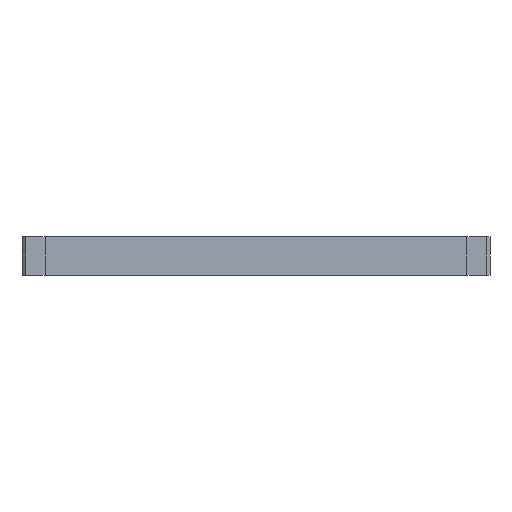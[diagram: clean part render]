
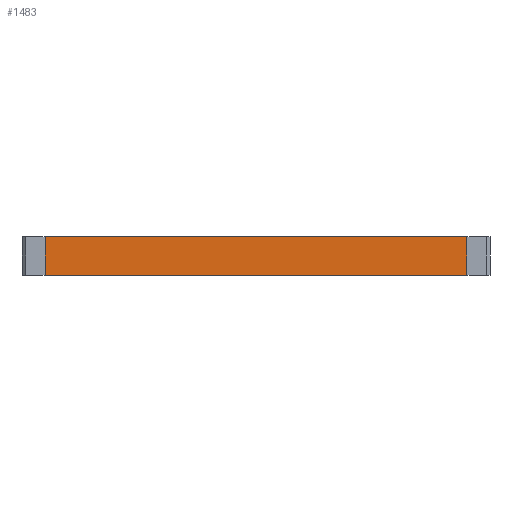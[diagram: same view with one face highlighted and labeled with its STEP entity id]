
A CAD part, left-side view. The second image highlights one B-rep face of the part: STEP entity #1483.
In plain terms, the highlighted planar face has unit normal (-1, 0, 0).
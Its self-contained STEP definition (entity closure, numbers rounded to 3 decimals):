
#71=PLANE('',#1646);
#143=FACE_OUTER_BOUND('',#230,.T.);
#230=EDGE_LOOP('',(#1307,#1308,#1309,#1310));
#258=LINE('',#2184,#396);
#360=LINE('',#2586,#498);
#383=LINE('',#2647,#521);
#384=LINE('',#2649,#522);
#396=VECTOR('',#1677,10.);
#498=VECTOR('',#1991,10.);
#521=VECTOR('',#2062,10.);
#522=VECTOR('',#2065,10.);
#605=VERTEX_POINT('',#2181);
#606=VERTEX_POINT('',#2183);
#720=VERTEX_POINT('',#2585);
#734=VERTEX_POINT('',#2645);
#753=EDGE_CURVE('',#605,#606,#258,.T.);
#916=EDGE_CURVE('',#606,#720,#360,.T.);
#947=EDGE_CURVE('',#605,#734,#383,.T.);
#948=EDGE_CURVE('',#720,#734,#384,.T.);
#1307=ORIENTED_EDGE('',*,*,#753,.F.);
#1308=ORIENTED_EDGE('',*,*,#947,.T.);
#1309=ORIENTED_EDGE('',*,*,#948,.F.);
#1310=ORIENTED_EDGE('',*,*,#916,.F.);
#1483=ADVANCED_FACE('',(#143),#71,.T.);
#1646=AXIS2_PLACEMENT_3D('',#2648,#2063,#2064);
#1677=DIRECTION('',(0.,-1.,0.));
#1991=DIRECTION('',(0.,0.,-1.));
#2062=DIRECTION('',(0.,0.,-1.));
#2063=DIRECTION('center_axis',(-1.,0.,0.));
#2064=DIRECTION('ref_axis',(0.,1.,0.));
#2065=DIRECTION('',(0.,1.,0.));
#2181=CARTESIAN_POINT('',(-27.5,27.5,0.));
#2183=CARTESIAN_POINT('',(-27.5,-27.5,0.));
#2184=CARTESIAN_POINT('',(-27.5,27.5,0.));
#2585=CARTESIAN_POINT('',(-27.5,-27.5,-5.));
#2586=CARTESIAN_POINT('',(-27.5,-27.5,0.));
#2645=CARTESIAN_POINT('',(-27.5,27.5,-5.));
#2647=CARTESIAN_POINT('',(-27.5,27.5,0.));
#2648=CARTESIAN_POINT('Origin',(-27.5,-27.5,0.));
#2649=CARTESIAN_POINT('',(-27.5,27.5,-5.));
